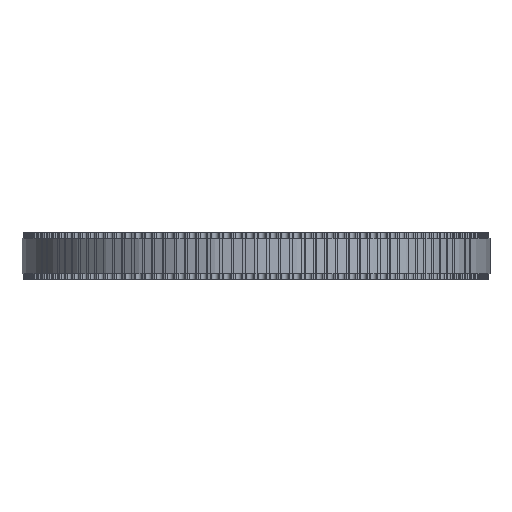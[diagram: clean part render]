
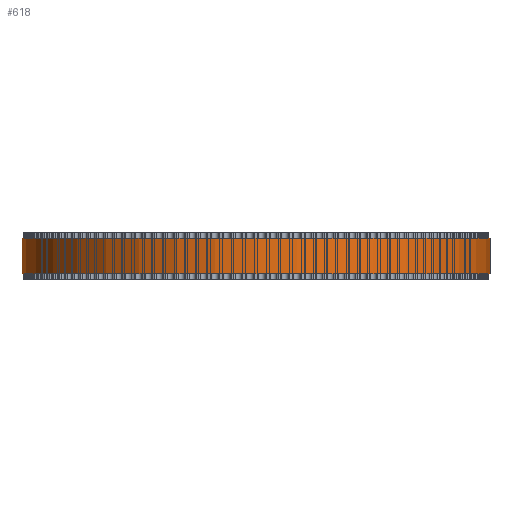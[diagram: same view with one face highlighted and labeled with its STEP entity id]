
A CAD part, front view. The second image highlights one B-rep face of the part: STEP entity #618.
In plain terms, the highlighted cylindrical face has radius 39.47 mm (diameter 78.941 mm), a full revolution.
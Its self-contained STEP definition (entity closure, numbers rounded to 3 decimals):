
#97=FACE_BOUND('',#2112,.T.);
#98=FACE_BOUND('',#2113,.T.);
#618=ADVANCED_FACE('',(#97,#98),#1115,.T.);
#1115=CYLINDRICAL_SURFACE('',#11055,39.47);
#2112=EDGE_LOOP('',(#6082));
#2113=EDGE_LOOP('',(#6083));
#6082=ORIENTED_EDGE('',*,*,#8566,.T.);
#6083=ORIENTED_EDGE('',*,*,#8567,.T.);
#7076=VERTEX_POINT('',#17520);
#7077=VERTEX_POINT('',#17522);
#8566=EDGE_CURVE('',#7076,#7076,#9560,.T.);
#8567=EDGE_CURVE('',#7077,#7077,#9561,.T.);
#9560=CIRCLE('',#11053,39.47);
#9561=CIRCLE('',#11054,39.47);
#11053=AXIS2_PLACEMENT_3D('',#17519,#14534,#14535);
#11054=AXIS2_PLACEMENT_3D('',#17521,#14536,#14537);
#11055=AXIS2_PLACEMENT_3D('',#17523,#14538,#14539);
#14534=DIRECTION('',(0.,0.,1.));
#14535=DIRECTION('',(1.,0.,0.));
#14536=DIRECTION('',(0.,0.,-1.));
#14537=DIRECTION('',(1.,0.,0.));
#14538=DIRECTION('',(0.,0.,1.));
#14539=DIRECTION('',(1.,0.,0.));
#17519=CARTESIAN_POINT('',(0.,0.,1.));
#17520=CARTESIAN_POINT('',(39.47,0.,1.));
#17521=CARTESIAN_POINT('',(0.,0.,7.));
#17522=CARTESIAN_POINT('',(39.47,0.,7.));
#17523=CARTESIAN_POINT('',(0.,0.,1.));
